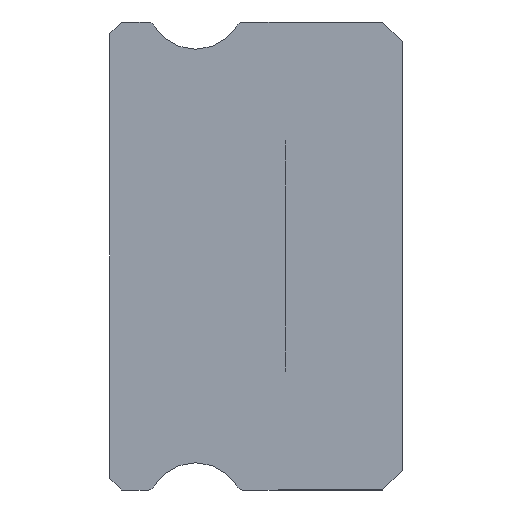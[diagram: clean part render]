
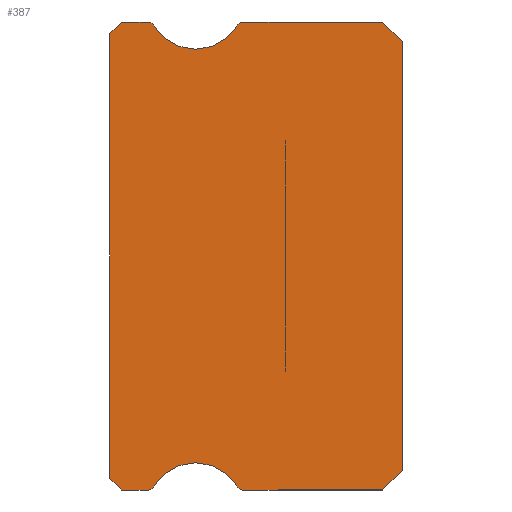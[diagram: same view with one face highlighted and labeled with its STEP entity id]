
A CAD part, left-side view. The second image highlights one B-rep face of the part: STEP entity #387.
In plain terms, the highlighted planar face has unit normal (-1, 0, 0).
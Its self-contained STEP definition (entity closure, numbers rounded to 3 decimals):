
#58 = ORIENTED_EDGE ( 'NONE', *, *, #7703, .F. ) ;
#69 = CARTESIAN_POINT ( 'NONE',  ( -5., 7.2, -6. ) ) ;
#74 = VECTOR ( 'NONE', #4117, 1000. ) ;
#214 = AXIS2_PLACEMENT_3D ( 'NONE', #7883, #6607, #1791 ) ;
#238 = ORIENTED_EDGE ( 'NONE', *, *, #1013, .F. ) ;
#270 = DIRECTION ( 'NONE',  ( -1., 0., 0. ) ) ;
#288 = DIRECTION ( 'NONE',  ( 0., -1., 0. ) ) ;
#303 = VECTOR ( 'NONE', #5254, 1000. ) ;
#387 = ADVANCED_FACE ( 'NONE', ( #7645 ), #3976, .F. ) ;
#393 = CARTESIAN_POINT ( 'NONE',  ( -5., 7.2, 6. ) ) ;
#451 = VERTEX_POINT ( 'NONE', #3895 ) ;
#486 = CARTESIAN_POINT ( 'NONE',  ( -5., 5.3, 5.3 ) ) ;
#491 = VECTOR ( 'NONE', #288, 1000. ) ;
#492 = DIRECTION ( 'NONE',  ( 0., 0., 1. ) ) ;
#507 = DIRECTION ( 'NONE',  ( -1., 0., 0. ) ) ;
#551 = DIRECTION ( 'NONE',  ( 0., 0.707, -0.707 ) ) ;
#596 = CARTESIAN_POINT ( 'NONE',  ( -5., 6.512, 6. ) ) ;
#672 = DIRECTION ( 'NONE',  ( 0., 0., 1. ) ) ;
#678 = ORIENTED_EDGE ( 'NONE', *, *, #3872, .F. ) ;
#923 = VERTEX_POINT ( 'NONE', #1607 ) ;
#1013 = EDGE_CURVE ( 'NONE', #2752, #6300, #3056, .T. ) ;
#1041 = ORIENTED_EDGE ( 'NONE', *, *, #5031, .F. ) ;
#1081 = CARTESIAN_POINT ( 'NONE',  ( -5., 4.217, 5.925 ) ) ;
#1082 = EDGE_CURVE ( 'NONE', #6283, #6179, #7380, .T. ) ;
#1132 = DIRECTION ( 'NONE',  ( 0., 0., -1. ) ) ;
#1166 = EDGE_CURVE ( 'NONE', #6300, #6179, #1667, .T. ) ;
#1292 = ORIENTED_EDGE ( 'NONE', *, *, #5566, .F. ) ;
#1466 = ORIENTED_EDGE ( 'NONE', *, *, #2348, .F. ) ;
#1511 = CIRCLE ( 'NONE', #3166, 1.25 ) ;
#1580 = CARTESIAN_POINT ( 'NONE',  ( -5., 0., 5.5 ) ) ;
#1607 = CARTESIAN_POINT ( 'NONE',  ( -5., 4.088, -6. ) ) ;
#1667 = CIRCLE ( 'NONE', #4442, 0.15 ) ;
#1791 = DIRECTION ( 'NONE',  ( 0., 0., -1. ) ) ;
#1792 = AXIS2_PLACEMENT_3D ( 'NONE', #6698, #507, #2964 ) ;
#1798 = CIRCLE ( 'NONE', #1912, 0.15 ) ;
#1822 = ORIENTED_EDGE ( 'NONE', *, *, #2135, .F. ) ;
#1866 = CARTESIAN_POINT ( 'NONE',  ( -5., 6.512, -5.85 ) ) ;
#1907 = DIRECTION ( 'NONE',  ( 0., -1., 0. ) ) ;
#1912 = AXIS2_PLACEMENT_3D ( 'NONE', #3922, #2722, #5173 ) ;
#1917 = LINE ( 'NONE', #3036, #7276 ) ;
#1936 = CARTESIAN_POINT ( 'NONE',  ( -5., 7.2, 6. ) ) ;
#1984 = VECTOR ( 'NONE', #4862, 1000. ) ;
#2070 = ORIENTED_EDGE ( 'NONE', *, *, #7676, .T. ) ;
#2079 = EDGE_CURVE ( 'NONE', #5513, #4556, #7186, .T. ) ;
#2135 = EDGE_CURVE ( 'NONE', #5129, #7079, #2355, .T. ) ;
#2180 = DIRECTION ( 'NONE',  ( 0., 0., -1. ) ) ;
#2348 = EDGE_CURVE ( 'NONE', #2889, #5528, #5431, .T. ) ;
#2355 = LINE ( 'NONE', #6144, #3769 ) ;
#2527 = EDGE_CURVE ( 'NONE', #4556, #5442, #2795, .T. ) ;
#2562 = CARTESIAN_POINT ( 'NONE',  ( -5., 0.5, 6. ) ) ;
#2722 = DIRECTION ( 'NONE',  ( 1., 0., 0. ) ) ;
#2737 = CARTESIAN_POINT ( 'NONE',  ( -5., 6.512, 5.85 ) ) ;
#2752 = VERTEX_POINT ( 'NONE', #7479 ) ;
#2795 = LINE ( 'NONE', #4657, #303 ) ;
#2889 = VERTEX_POINT ( 'NONE', #486 ) ;
#2964 = DIRECTION ( 'NONE',  ( 0., 0., -1. ) ) ;
#2978 = EDGE_CURVE ( 'NONE', #5263, #6283, #7291, .T. ) ;
#2982 = CARTESIAN_POINT ( 'NONE',  ( -5., 5.3, 6.55 ) ) ;
#2994 = CARTESIAN_POINT ( 'NONE',  ( -5., 0.5, -6. ) ) ;
#3019 = CARTESIAN_POINT ( 'NONE',  ( -5., 6.512, -6. ) ) ;
#3036 = CARTESIAN_POINT ( 'NONE',  ( -5., 7.5, 5.85 ) ) ;
#3040 = VECTOR ( 'NONE', #7246, 1000. ) ;
#3056 = CIRCLE ( 'NONE', #1792, 1.25 ) ;
#3124 = DIRECTION ( 'NONE',  ( -1., 0., 0. ) ) ;
#3132 = LINE ( 'NONE', #3019, #3040 ) ;
#3166 = AXIS2_PLACEMENT_3D ( 'NONE', #7074, #270, #5180 ) ;
#3174 = VECTOR ( 'NONE', #4450, 1000. ) ;
#3522 = CARTESIAN_POINT ( 'NONE',  ( -5., 6.512, 6. ) ) ;
#3637 = ORIENTED_EDGE ( 'NONE', *, *, #3956, .F. ) ;
#3769 = VECTOR ( 'NONE', #551, 1000. ) ;
#3811 = CIRCLE ( 'NONE', #214, 0.15 ) ;
#3814 = CARTESIAN_POINT ( 'NONE',  ( -5., 6.383, -5.925 ) ) ;
#3872 = EDGE_CURVE ( 'NONE', #5513, #6241, #1798, .T. ) ;
#3895 = CARTESIAN_POINT ( 'NONE',  ( -5., 4.088, 6. ) ) ;
#3922 = CARTESIAN_POINT ( 'NONE',  ( -5., 6.512, 5.85 ) ) ;
#3956 = EDGE_CURVE ( 'NONE', #5263, #5442, #1917, .T. ) ;
#3976 = PLANE ( 'NONE',  #4188 ) ;
#3981 = LINE ( 'NONE', #6333, #3174 ) ;
#4117 = DIRECTION ( 'NONE',  ( 0., 1., 0. ) ) ;
#4120 = LINE ( 'NONE', #3522, #491 ) ;
#4161 = VERTEX_POINT ( 'NONE', #1580 ) ;
#4188 = AXIS2_PLACEMENT_3D ( 'NONE', #2737, #6451, #2180 ) ;
#4257 = CARTESIAN_POINT ( 'NONE',  ( -5., 0., -5.5 ) ) ;
#4281 = EDGE_CURVE ( 'NONE', #6528, #4161, #3981, .T. ) ;
#4429 = ORIENTED_EDGE ( 'NONE', *, *, #6374, .F. ) ;
#4442 = AXIS2_PLACEMENT_3D ( 'NONE', #1866, #4449, #4950 ) ;
#4449 = DIRECTION ( 'NONE',  ( 1., 0., 0. ) ) ;
#4450 = DIRECTION ( 'NONE',  ( 0., -0.707, -0.707 ) ) ;
#4529 = ORIENTED_EDGE ( 'NONE', *, *, #2527, .T. ) ;
#4556 = VERTEX_POINT ( 'NONE', #1936 ) ;
#4657 = CARTESIAN_POINT ( 'NONE',  ( -5., 7.5, 5.7 ) ) ;
#4862 = DIRECTION ( 'NONE',  ( 0., -0.707, -0.707 ) ) ;
#4950 = DIRECTION ( 'NONE',  ( 0., 0., -1. ) ) ;
#5031 = EDGE_CURVE ( 'NONE', #923, #2752, #6370, .T. ) ;
#5113 = CARTESIAN_POINT ( 'NONE',  ( -5., 7.5, -5.7 ) ) ;
#5129 = VERTEX_POINT ( 'NONE', #4257 ) ;
#5173 = DIRECTION ( 'NONE',  ( 0., 0., -1. ) ) ;
#5180 = DIRECTION ( 'NONE',  ( 0., 0., -1. ) ) ;
#5207 = CARTESIAN_POINT ( 'NONE',  ( -5., 4.088, -5.85 ) ) ;
#5254 = DIRECTION ( 'NONE',  ( 0., 0.707, -0.707 ) ) ;
#5263 = VERTEX_POINT ( 'NONE', #5113 ) ;
#5431 = CIRCLE ( 'NONE', #6561, 1.25 ) ;
#5442 = VERTEX_POINT ( 'NONE', #7808 ) ;
#5511 = CARTESIAN_POINT ( 'NONE',  ( -5., 6.512, -6. ) ) ;
#5513 = VERTEX_POINT ( 'NONE', #596 ) ;
#5528 = VERTEX_POINT ( 'NONE', #1081 ) ;
#5566 = EDGE_CURVE ( 'NONE', #451, #6528, #4120, .T. ) ;
#5909 = CARTESIAN_POINT ( 'NONE',  ( -5., 6.512, -6. ) ) ;
#5969 = CARTESIAN_POINT ( 'NONE',  ( -5., 7.2, -6. ) ) ;
#5972 = CARTESIAN_POINT ( 'NONE',  ( -5., 0., 5.5 ) ) ;
#6014 = CARTESIAN_POINT ( 'NONE',  ( -5., 6.383, 5.925 ) ) ;
#6027 = ORIENTED_EDGE ( 'NONE', *, *, #1166, .F. ) ;
#6123 = ORIENTED_EDGE ( 'NONE', *, *, #2079, .T. ) ;
#6144 = CARTESIAN_POINT ( 'NONE',  ( -5., 0., -5.5 ) ) ;
#6179 = VERTEX_POINT ( 'NONE', #5909 ) ;
#6241 = VERTEX_POINT ( 'NONE', #6014 ) ;
#6245 = EDGE_CURVE ( 'NONE', #5528, #451, #3811, .T. ) ;
#6283 = VERTEX_POINT ( 'NONE', #5969 ) ;
#6300 = VERTEX_POINT ( 'NONE', #3814 ) ;
#6333 = CARTESIAN_POINT ( 'NONE',  ( -5., 0.5, 6. ) ) ;
#6370 = CIRCLE ( 'NONE', #7648, 0.15 ) ;
#6374 = EDGE_CURVE ( 'NONE', #6241, #2889, #1511, .T. ) ;
#6451 = DIRECTION ( 'NONE',  ( 1., 0., 0. ) ) ;
#6486 = VECTOR ( 'NONE', #492, 1000. ) ;
#6504 = VECTOR ( 'NONE', #1907, 1000. ) ;
#6528 = VERTEX_POINT ( 'NONE', #2562 ) ;
#6561 = AXIS2_PLACEMENT_3D ( 'NONE', #2982, #3124, #1132 ) ;
#6586 = ORIENTED_EDGE ( 'NONE', *, *, #2978, .T. ) ;
#6607 = DIRECTION ( 'NONE',  ( 1., 0., 0. ) ) ;
#6671 = ORIENTED_EDGE ( 'NONE', *, *, #4281, .F. ) ;
#6698 = CARTESIAN_POINT ( 'NONE',  ( -5., 5.3, -6.55 ) ) ;
#6721 = ORIENTED_EDGE ( 'NONE', *, *, #6245, .F. ) ;
#7063 = EDGE_LOOP ( 'NONE', ( #4529, #3637, #6586, #7646, #6027, #238, #1041, #58, #1822, #2070, #6671, #1292, #6721, #1466, #4429, #678, #6123 ) ) ;
#7074 = CARTESIAN_POINT ( 'NONE',  ( -5., 5.3, 6.55 ) ) ;
#7079 = VERTEX_POINT ( 'NONE', #2994 ) ;
#7131 = LINE ( 'NONE', #5972, #6486 ) ;
#7144 = DIRECTION ( 'NONE',  ( 0., 0., -1. ) ) ;
#7186 = LINE ( 'NONE', #393, #74 ) ;
#7246 = DIRECTION ( 'NONE',  ( 0., 1., 0. ) ) ;
#7276 = VECTOR ( 'NONE', #672, 1000. ) ;
#7291 = LINE ( 'NONE', #69, #1984 ) ;
#7380 = LINE ( 'NONE', #5511, #6504 ) ;
#7479 = CARTESIAN_POINT ( 'NONE',  ( -5., 4.217, -5.925 ) ) ;
#7622 = DIRECTION ( 'NONE',  ( 1., 0., 0. ) ) ;
#7645 = FACE_OUTER_BOUND ( 'NONE', #7063, .T. ) ;
#7646 = ORIENTED_EDGE ( 'NONE', *, *, #1082, .T. ) ;
#7648 = AXIS2_PLACEMENT_3D ( 'NONE', #5207, #7622, #7144 ) ;
#7676 = EDGE_CURVE ( 'NONE', #5129, #4161, #7131, .T. ) ;
#7703 = EDGE_CURVE ( 'NONE', #7079, #923, #3132, .T. ) ;
#7808 = CARTESIAN_POINT ( 'NONE',  ( -5., 7.5, 5.7 ) ) ;
#7883 = CARTESIAN_POINT ( 'NONE',  ( -5., 4.088, 5.85 ) ) ;
